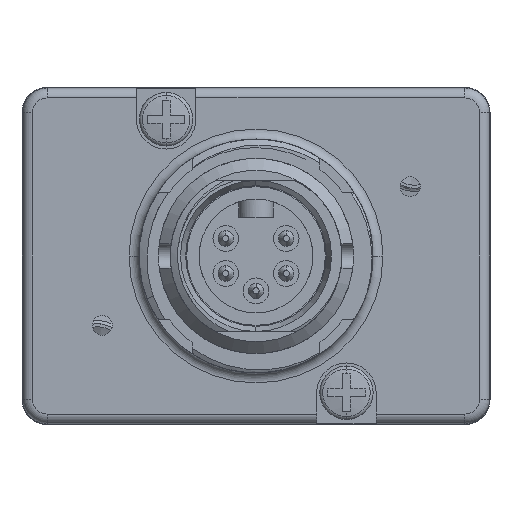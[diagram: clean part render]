
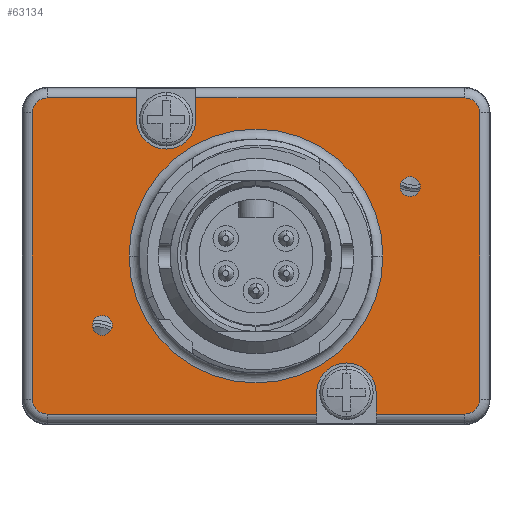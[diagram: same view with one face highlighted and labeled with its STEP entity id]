
A CAD part, front view. The second image highlights one B-rep face of the part: STEP entity #63134.
In plain terms, the highlighted planar face has unit normal (0, -1, 0).
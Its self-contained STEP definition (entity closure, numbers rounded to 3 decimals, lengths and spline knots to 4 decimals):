
#15580=CARTESIAN_POINT('',(0.4565,-0.385,-0.69));
#15581=DIRECTION('',(0.,-1.,0.));
#15582=DIRECTION('',(1.,0.,0.));
#15583=AXIS2_PLACEMENT_3D('',#15580,#15581,#15582);
#15585=DIRECTION('',(0.,0.,1.));
#15586=VECTOR('',#15585,0.1075);
#15587=CARTESIAN_POINT('',(0.3065,-0.385,-0.7975));
#15588=LINE('',#15587,#15586);
#15589=DIRECTION('',(0.,0.,-1.));
#15590=VECTOR('',#15589,0.1075);
#15591=CARTESIAN_POINT('',(-0.6035,-0.385,0.7975));
#15592=LINE('',#15591,#15590);
#15593=CARTESIAN_POINT('',(-0.4535,-0.385,0.69));
#15594=DIRECTION('',(0.,-1.,0.));
#15595=DIRECTION('',(-1.,0.,0.));
#15596=AXIS2_PLACEMENT_3D('',#15593,#15594,#15595);
#15598=DIRECTION('',(0.,0.,-1.));
#15599=VECTOR('',#15598,0.1075);
#15600=CARTESIAN_POINT('',(-0.3035,-0.385,0.7975));
#15601=LINE('',#15600,#15599);
#15602=DIRECTION('',(0.,0.,1.));
#15603=VECTOR('',#15602,0.1075);
#15604=CARTESIAN_POINT('',(0.6065,-0.385,-0.7975));
#15605=LINE('',#15604,#15603);
#15606=CARTESIAN_POINT('',(0.7785,-0.385,0.35));
#15607=DIRECTION('',(0.,-1.,0.));
#15608=DIRECTION('',(1.,0.,0.));
#15609=AXIS2_PLACEMENT_3D('',#15606,#15607,#15608);
#15611=CARTESIAN_POINT('',(0.7785,-0.385,0.35));
#15612=DIRECTION('',(0.,-1.,0.));
#15613=DIRECTION('',(-1.,0.,0.));
#15614=AXIS2_PLACEMENT_3D('',#15611,#15612,#15613);
#15616=CARTESIAN_POINT('',(-0.7755,-0.385,-0.35));
#15617=DIRECTION('',(0.,-1.,0.));
#15618=DIRECTION('',(1.,0.,0.));
#15619=AXIS2_PLACEMENT_3D('',#15616,#15617,#15618);
#15621=CARTESIAN_POINT('',(-0.7755,-0.385,-0.35));
#15622=DIRECTION('',(0.,-1.,0.));
#15623=DIRECTION('',(-1.,0.,0.));
#15624=AXIS2_PLACEMENT_3D('',#15621,#15622,#15623);
#15635=DIRECTION('',(1.,0.,0.));
#15636=VECTOR('',#15635,0.447);
#15637=CARTESIAN_POINT('',(0.6065,-0.385,-0.7975));
#15638=LINE('',#15637,#15636);
#15643=CARTESIAN_POINT('',(1.0535,-0.385,-0.7225));
#15644=DIRECTION('',(0.,-1.,0.));
#15645=DIRECTION('',(0.,0.,-1.));
#15646=AXIS2_PLACEMENT_3D('',#15643,#15644,#15645);
#15663=DIRECTION('',(0.,0.,1.));
#15664=VECTOR('',#15663,1.445);
#15665=CARTESIAN_POINT('',(1.1285,-0.385,-0.7225));
#15666=LINE('',#15665,#15664);
#15671=CARTESIAN_POINT('',(1.0535,-0.385,0.7225));
#15672=DIRECTION('',(0.,-1.,0.));
#15673=DIRECTION('',(1.,0.,0.));
#15674=AXIS2_PLACEMENT_3D('',#15671,#15672,#15673);
#15695=DIRECTION('',(-1.,0.,0.));
#15696=VECTOR('',#15695,1.357);
#15697=CARTESIAN_POINT('',(1.0535,-0.385,0.7975));
#15698=LINE('',#15697,#15696);
#15717=DIRECTION('',(-1.,0.,0.));
#15718=VECTOR('',#15717,0.45);
#15719=CARTESIAN_POINT('',(-0.6035,-0.385,0.7975));
#15720=LINE('',#15719,#15718);
#15725=CARTESIAN_POINT('',(-1.0535,-0.385,0.7225));
#15726=DIRECTION('',(0.,-1.,0.));
#15727=DIRECTION('',(0.,0.,1.));
#15728=AXIS2_PLACEMENT_3D('',#15725,#15726,#15727);
#15740=DIRECTION('',(0.,0.,-1.));
#15741=VECTOR('',#15740,1.445);
#15742=CARTESIAN_POINT('',(-1.1285,-0.385,0.7225));
#15743=LINE('',#15742,#15741);
#15753=CARTESIAN_POINT('',(-1.0535,-0.385,-0.7225));
#15754=DIRECTION('',(0.,-1.,0.));
#15755=DIRECTION('',(-1.,0.,0.));
#15756=AXIS2_PLACEMENT_3D('',#15753,#15754,#15755);
#15777=DIRECTION('',(1.,0.,0.));
#15778=VECTOR('',#15777,1.36);
#15779=CARTESIAN_POINT('',(-1.0535,-0.385,-0.7975));
#15780=LINE('',#15779,#15778);
#22990=CARTESIAN_POINT('',(0.,-0.385,0.));
#22991=DIRECTION('',(0.,-1.,0.));
#22992=DIRECTION('',(1.,0.,0.));
#22993=AXIS2_PLACEMENT_3D('',#22990,#22991,#22992);
#23005=CARTESIAN_POINT('',(0.,-0.385,0.));
#23006=DIRECTION('',(0.,-1.,0.));
#23007=DIRECTION('',(-1.,0.,0.));
#23008=AXIS2_PLACEMENT_3D('',#23005,#23006,#23007);
#37548=CARTESIAN_POINT('',(1.1285,-0.385,-0.7225));
#37549=CARTESIAN_POINT('',(1.1285,-0.385,0.7225));
#37550=VERTEX_POINT('',#37548);
#37551=VERTEX_POINT('',#37549);
#37556=CARTESIAN_POINT('',(1.0535,-0.385,0.7975));
#37557=VERTEX_POINT('',#37556);
#37560=CARTESIAN_POINT('',(-1.0535,-0.385,0.7975));
#37561=CARTESIAN_POINT('',(-1.1285,-0.385,0.7225));
#37562=VERTEX_POINT('',#37560);
#37563=VERTEX_POINT('',#37561);
#37568=CARTESIAN_POINT('',(-1.1285,-0.385,-0.7225));
#37569=VERTEX_POINT('',#37568);
#37572=CARTESIAN_POINT('',(-1.0535,-0.385,-0.7975));
#37573=VERTEX_POINT('',#37572);
#37576=CARTESIAN_POINT('',(1.0535,-0.385,-0.7975));
#37577=VERTEX_POINT('',#37576);
#37588=CARTESIAN_POINT('',(0.6065,-0.385,-0.69));
#37589=CARTESIAN_POINT('',(0.3065,-0.385,-0.69));
#37590=VERTEX_POINT('',#37588);
#37591=VERTEX_POINT('',#37589);
#37592=CARTESIAN_POINT('',(0.3065,-0.385,-0.7975));
#37593=VERTEX_POINT('',#37592);
#37594=CARTESIAN_POINT('',(0.6065,-0.385,-0.7975));
#37595=VERTEX_POINT('',#37594);
#37596=CARTESIAN_POINT('',(-0.6035,-0.385,0.69));
#37597=CARTESIAN_POINT('',(-0.3035,-0.385,0.69));
#37598=VERTEX_POINT('',#37596);
#37599=VERTEX_POINT('',#37597);
#37600=CARTESIAN_POINT('',(-0.3035,-0.385,0.7975));
#37601=VERTEX_POINT('',#37600);
#37602=CARTESIAN_POINT('',(-0.6035,-0.385,0.7975));
#37603=VERTEX_POINT('',#37602);
#37896=CARTESIAN_POINT('',(0.8285,-0.385,0.35));
#37897=CARTESIAN_POINT('',(0.7285,-0.385,0.35));
#37898=VERTEX_POINT('',#37896);
#37899=VERTEX_POINT('',#37897);
#37900=CARTESIAN_POINT('',(-0.7255,-0.385,-0.35));
#37901=CARTESIAN_POINT('',(-0.8255,-0.385,-0.35));
#37902=VERTEX_POINT('',#37900);
#37903=VERTEX_POINT('',#37901);
#38052=CARTESIAN_POINT('',(-0.6405,-0.385,0.));
#38053=CARTESIAN_POINT('',(0.6405,-0.385,0.));
#38054=VERTEX_POINT('',#38052);
#38055=VERTEX_POINT('',#38053);
#63078=CARTESIAN_POINT('',(0.,-0.385,0.));
#63079=DIRECTION('',(0.,-1.,0.));
#63080=DIRECTION('',(1.,0.,0.));
#63081=AXIS2_PLACEMENT_3D('',#63078,#63079,#63080);
#63082=PLANE('',#63081);
#63084=ORIENTED_EDGE('',*,*,#63083,.T.);
#63085=ORIENTED_EDGE('',*,*,#63067,.F.);
#63087=ORIENTED_EDGE('',*,*,#63086,.F.);
#63089=ORIENTED_EDGE('',*,*,#63088,.F.);
#63091=ORIENTED_EDGE('',*,*,#63090,.F.);
#63093=ORIENTED_EDGE('',*,*,#63092,.F.);
#63095=ORIENTED_EDGE('',*,*,#63094,.F.);
#63097=ORIENTED_EDGE('',*,*,#63096,.T.);
#63099=ORIENTED_EDGE('',*,*,#63098,.T.);
#63101=ORIENTED_EDGE('',*,*,#63100,.F.);
#63103=ORIENTED_EDGE('',*,*,#63102,.F.);
#63105=ORIENTED_EDGE('',*,*,#63104,.F.);
#63107=ORIENTED_EDGE('',*,*,#63106,.F.);
#63109=ORIENTED_EDGE('',*,*,#63108,.F.);
#63111=ORIENTED_EDGE('',*,*,#63110,.F.);
#63113=ORIENTED_EDGE('',*,*,#63112,.T.);
#63114=EDGE_LOOP('',(#63084,#63085,#63087,#63089,#63091,#63093,#63095,#63097,
#63099,#63101,#63103,#63105,#63107,#63109,#63111,#63113));
#63115=FACE_OUTER_BOUND('',#63114,.F.);
#63117=ORIENTED_EDGE('',*,*,#63116,.T.);
#63119=ORIENTED_EDGE('',*,*,#63118,.T.);
#63120=EDGE_LOOP('',(#63117,#63119));
#63121=FACE_BOUND('',#63120,.F.);
#63123=ORIENTED_EDGE('',*,*,#63122,.T.);
#63125=ORIENTED_EDGE('',*,*,#63124,.T.);
#63126=EDGE_LOOP('',(#63123,#63125));
#63127=FACE_BOUND('',#63126,.F.);
#63129=ORIENTED_EDGE('',*,*,#63128,.T.);
#63131=ORIENTED_EDGE('',*,*,#63130,.T.);
#63132=EDGE_LOOP('',(#63129,#63131));
#63133=FACE_BOUND('',#63132,.F.);
#63134=ADVANCED_FACE('',(#63115,#63121,#63127,#63133),#63082,.T.);
#15584=CIRCLE('',#15583,0.15);
#15597=CIRCLE('',#15596,0.15);
#15610=CIRCLE('',#15609,0.05);
#15615=CIRCLE('',#15614,0.05);
#15620=CIRCLE('',#15619,0.05);
#15625=CIRCLE('',#15624,0.05);
#15647=CIRCLE('',#15646,0.075);
#15675=CIRCLE('',#15674,0.075);
#15729=CIRCLE('',#15728,0.075);
#15757=CIRCLE('',#15756,0.075);
#22994=CIRCLE('',#22993,0.6405);
#23009=CIRCLE('',#23008,0.6405);
#63067=EDGE_CURVE('',#37593,#37591,#15588,.T.);
#63083=EDGE_CURVE('',#37590,#37591,#15584,.T.);
#63086=EDGE_CURVE('',#37573,#37593,#15780,.T.);
#63088=EDGE_CURVE('',#37569,#37573,#15757,.T.);
#63090=EDGE_CURVE('',#37563,#37569,#15743,.T.);
#63092=EDGE_CURVE('',#37562,#37563,#15729,.T.);
#63094=EDGE_CURVE('',#37603,#37562,#15720,.T.);
#63096=EDGE_CURVE('',#37603,#37598,#15592,.T.);
#63098=EDGE_CURVE('',#37598,#37599,#15597,.T.);
#63100=EDGE_CURVE('',#37601,#37599,#15601,.T.);
#63102=EDGE_CURVE('',#37557,#37601,#15698,.T.);
#63104=EDGE_CURVE('',#37551,#37557,#15675,.T.);
#63106=EDGE_CURVE('',#37550,#37551,#15666,.T.);
#63108=EDGE_CURVE('',#37577,#37550,#15647,.T.);
#63110=EDGE_CURVE('',#37595,#37577,#15638,.T.);
#63112=EDGE_CURVE('',#37595,#37590,#15605,.T.);
#63116=EDGE_CURVE('',#37898,#37899,#15610,.T.);
#63118=EDGE_CURVE('',#37899,#37898,#15615,.T.);
#63122=EDGE_CURVE('',#37902,#37903,#15620,.T.);
#63124=EDGE_CURVE('',#37903,#37902,#15625,.T.);
#63128=EDGE_CURVE('',#38054,#38055,#23009,.T.);
#63130=EDGE_CURVE('',#38055,#38054,#22994,.T.);
